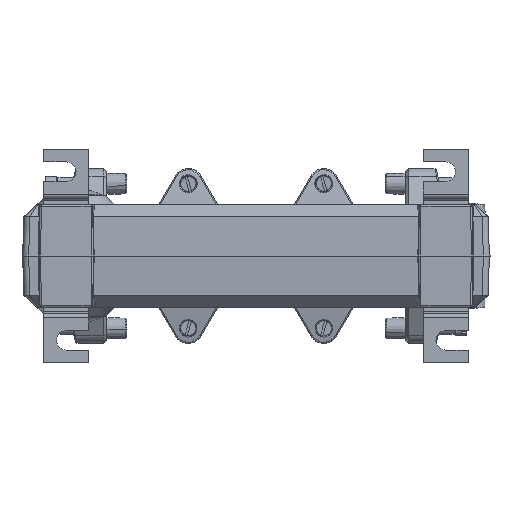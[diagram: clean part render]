
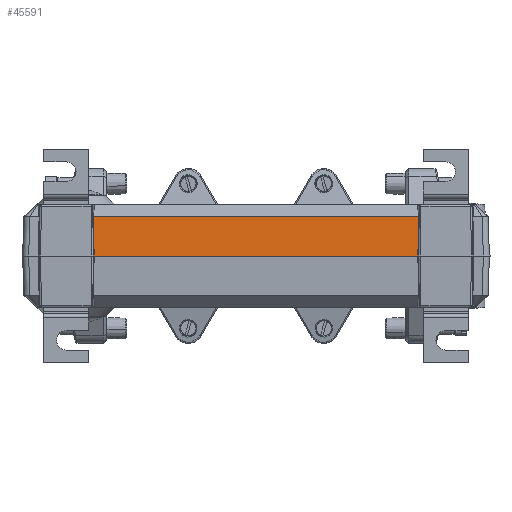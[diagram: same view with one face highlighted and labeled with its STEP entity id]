
A CAD part, front view. The second image highlights one B-rep face of the part: STEP entity #45591.
In plain terms, the highlighted planar face has unit normal (0, -0.999, 0.035).
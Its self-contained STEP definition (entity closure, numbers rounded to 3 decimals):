
#73 = LINE ( 'NONE', #80119, #8091 ) ;
#3794 = CARTESIAN_POINT ( 'NONE',  ( -76.906, -10.796, 13.002 ) ) ;
#8091 = VECTOR ( 'NONE', #29667, 1000. ) ;
#11083 = CARTESIAN_POINT ( 'NONE',  ( -53.967, -10.796, 13.002 ) ) ;
#11376 = CARTESIAN_POINT ( 'NONE',  ( 77.5, -11.25, 0. ) ) ;
#11641 = EDGE_CURVE ( 'NONE', #80756, #19598, #29107, .T. ) ;
#19598 = VERTEX_POINT ( 'NONE', #64039 ) ;
#26912 = EDGE_CURVE ( 'NONE', #108974, #80756, #93991, .T. ) ;
#29107 = LINE ( 'NONE', #83445, #49251 ) ;
#29667 = DIRECTION ( 'NONE',  ( -0.016, -0.035, -0.999 ) ) ;
#31565 = VECTOR ( 'NONE', #37202, 1000. ) ;
#32410 = ORIENTED_EDGE ( 'NONE', *, *, #11641, .T. ) ;
#37202 = DIRECTION ( 'NONE',  ( 1., 0., 0. ) ) ;
#38419 = CARTESIAN_POINT ( 'NONE',  ( 53.76, -11.25, 0. ) ) ;
#38536 = DIRECTION ( 'NONE',  ( 0., -0.035, -0.999 ) ) ;
#45591 = ADVANCED_FACE ( 'NONE', ( #50657 ), #81039, .T. ) ;
#46798 = EDGE_CURVE ( 'NONE', #19598, #76885, #54386, .T. ) ;
#46836 = CARTESIAN_POINT ( 'NONE',  ( 77.5, -11.25, 0. ) ) ;
#48631 = VECTOR ( 'NONE', #72139, 1000. ) ;
#49251 = VECTOR ( 'NONE', #66345, 1000. ) ;
#50657 = FACE_OUTER_BOUND ( 'NONE', #51140, .T. ) ;
#51140 = EDGE_LOOP ( 'NONE', ( #94950, #32410, #68202, #86505 ) ) ;
#54386 = LINE ( 'NONE', #11376, #31565 ) ;
#64039 = CARTESIAN_POINT ( 'NONE',  ( -53.76, -11.25, 0. ) ) ;
#66345 = DIRECTION ( 'NONE',  ( 0.016, -0.035, -0.999 ) ) ;
#68202 = ORIENTED_EDGE ( 'NONE', *, *, #46798, .T. ) ;
#72139 = DIRECTION ( 'NONE',  ( -1., 0., 0. ) ) ;
#75165 = EDGE_CURVE ( 'NONE', #108974, #76885, #73, .T. ) ;
#76885 = VERTEX_POINT ( 'NONE', #38419 ) ;
#78115 = CARTESIAN_POINT ( 'NONE',  ( 53.967, -10.796, 13.002 ) ) ;
#80119 = CARTESIAN_POINT ( 'NONE',  ( 53.769, -11.231, 0.531 ) ) ;
#80756 = VERTEX_POINT ( 'NONE', #11083 ) ;
#81039 = PLANE ( 'NONE',  #99026 ) ;
#83445 = CARTESIAN_POINT ( 'NONE',  ( -53.769, -11.231, 0.531 ) ) ;
#86505 = ORIENTED_EDGE ( 'NONE', *, *, #75165, .F. ) ;
#89669 = DIRECTION ( 'NONE',  ( 0., -0.999, 0.035 ) ) ;
#93991 = LINE ( 'NONE', #3794, #48631 ) ;
#94950 = ORIENTED_EDGE ( 'NONE', *, *, #26912, .T. ) ;
#99026 = AXIS2_PLACEMENT_3D ( 'NONE', #46836, #89669, #38536 ) ;
#108974 = VERTEX_POINT ( 'NONE', #78115 ) ;
